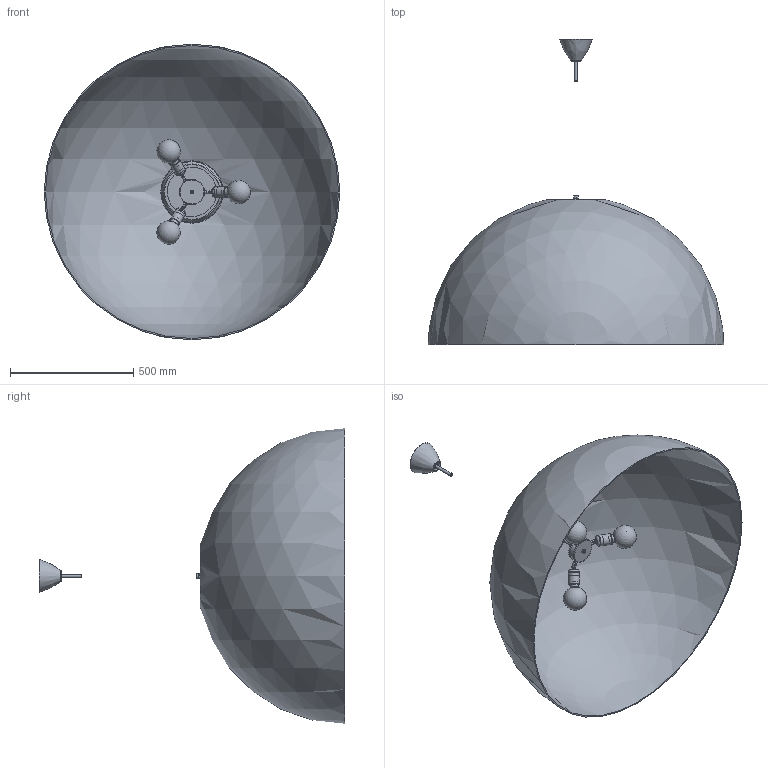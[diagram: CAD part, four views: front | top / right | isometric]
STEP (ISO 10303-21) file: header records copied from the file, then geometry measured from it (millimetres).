
FILE_DESCRIPTION(/* description */ (''),/* implementation_level */ '2;1');
FILE_NAME(/* name */ 'F556180xxxxxNE.stp',/* time_stamp */ '2020-01-17T14:27:49+01:00',/* author */ ('sghezzi'),/* organization */ (''),/* preprocessor_version */ 'ST-DEVELOPER v17.2',/* originating_system */ 'Autodesk Inventor 2019',/* authorisation */ '');
FILE_SCHEMA (('AUTOMOTIVE_DESIGN { 1 0 10303 214 3 1 1 }'));
Length unit declared in the file: millimetre
Products named in the file (28): Assieme1; Diffusore; 007544400_Piattello; 006544400_Ranella M.03.78.12; 007544401_Tige; 006523221 RONDELLA D.20SP.3 M13X1; 007544405_Copricentro; 066005100_Raccordo_M10x1 _M13x1_M45041100; 007544407_copricentro; 060009000_DADO_ES_M10X1_H3_L13_ZnBi; 063021000; 064002000; Assieme snodo; snodo1; snodo2; 070011853_BICCHIERINO_E27; 054039000; LAMPADINA ALOGENA 150W E27; 030000520_Rosone_sos_F13.2_grezzo; 007600931_Tubetto fil D13 L100 CR; Gancio 49.0710 Rovelli; 065010304; 063017001_Rondella_De_4,3X8X0,5_ZnBi; 066002100_capocorda_foro_4; 006343611 RONDELLA Cr D20 Sp 2 M10X1 M.03.52.11.20; Terminale; 065015030; 006537701 FINALE CR D16 H6 M37.10.11.20
Assembly tree (48 placements, depth 3):
  Assieme1
    Diffusore
    007544400_Piattello  x2
    006544400_Ranella M.03.78.12
    007544407_copricentro  x2
    007544401_Tige
    006523221 RONDELLA D.20SP.3 M13X1  x2
    007544405_Copricentro
    066005100_Raccordo_M10x1 _M13x1_M45041100
    064002000  x4
    060009000_DADO_ES_M10X1_H3_L13_ZnBi  x3
    063021000  x3
    Assieme snodo  x3
      snodo1
      snodo2
    070011853_BICCHIERINO_E27  x3
    054039000  x3
    LAMPADINA ALOGENA 150W E27  x3
    030000520_Rosone_sos_F13.2_grezzo
    007600931_Tubetto fil D13 L100 CR
    Gancio 49.0710 Rovelli
    065010304
    063017001_Rondella_De_4,3X8X0,5_ZnBi  x3
    066002100_capocorda_foro_4
    065015030  x2
    006343611 RONDELLA Cr D20 Sp 2 M10X1 M.03.52.11.20
    Terminale
    006537701 FINALE CR D16 H6 M37.10.11.20
Bounding box: 1200 x 1240.17 x 1200 mm (x, y, z)
Volume: 13067467.1 mm3; surface area: 5021043.8 mm2
Topology: 49 solids, 49 shells, 1038 faces, 2819 edges, 1885 vertices
Faces by surface type: plane 722, cylinder 262, torus 30, cone 13, sphere 9, bspline 2
Full cylindrical faces by diameter (mm): 1 x12, 2.5 x1, 2.621 x1, 3 x2, 3.242 x1, 4 x1, 4.2 x1, 4.3 x3, 4.4 x1, 6 x3, 6.5 x1, 7 x7, 8 x1, 8.376 x3, 8.917 x4, 8.92 x1, 10 x20, 10.5 x1, 10.835 x2, 11.92 x1, 13 x5, 13.2 x1, 13.5 x4, 14 x3, 16 x4, 17 x1, 20 x5, 23.351 x1, 24 x3, 25 x2
Entity records: 16901 total; most frequent: CARTESIAN_POINT 3638, DIRECTION 2717, ORIENTED_EDGE 2470, EDGE_CURVE 1235, AXIS2_PLACEMENT_3D 1025, VERTEX_POINT 829, LINE 667, VECTOR 667
